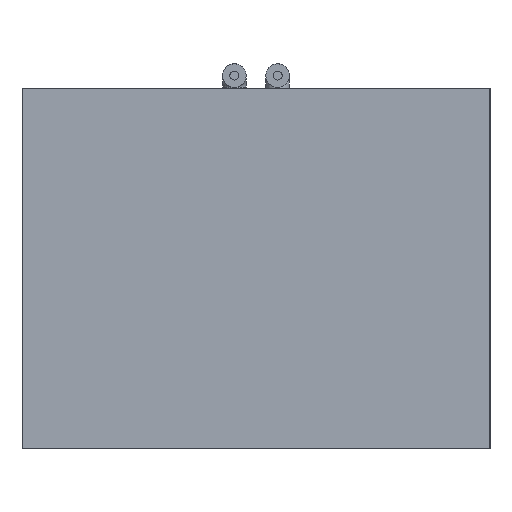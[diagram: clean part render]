
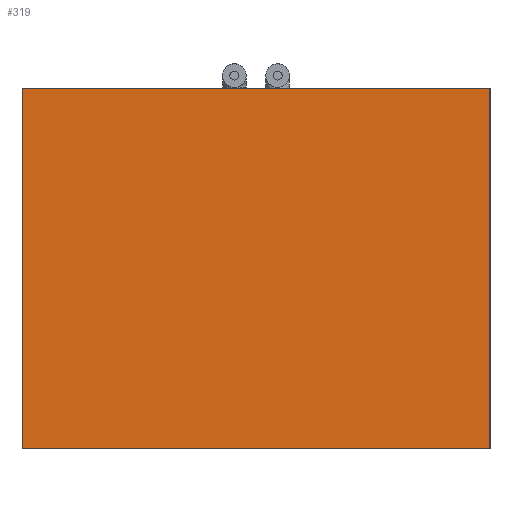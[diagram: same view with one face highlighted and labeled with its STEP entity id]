
A CAD part, left-side view. The second image highlights one B-rep face of the part: STEP entity #319.
In plain terms, the highlighted planar face has unit normal (-1, 0, 0).
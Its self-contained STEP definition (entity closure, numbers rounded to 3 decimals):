
#319 = ADVANCED_FACE( '', ( #613 ), #614, .T. );
#613 = FACE_OUTER_BOUND( '', #893, .T. );
#614 = PLANE( '', #894 );
#893 = EDGE_LOOP( '', ( #1404, #1405, #1406, #1407 ) );
#894 = AXIS2_PLACEMENT_3D( '', #1408, #1409, #1410 );
#1404 = ORIENTED_EDGE( '', *, *, #1707, .F. );
#1405 = ORIENTED_EDGE( '', *, *, #1674, .F. );
#1406 = ORIENTED_EDGE( '', *, *, #1708, .T. );
#1407 = ORIENTED_EDGE( '', *, *, #1569, .T. );
#1408 = CARTESIAN_POINT( '', ( -18.5, -13., -10. ) );
#1409 = DIRECTION( '', ( -1., 0., 0. ) );
#1410 = DIRECTION( '', ( 0., 0., 1. ) );
#1569 = EDGE_CURVE( '', #1820, #1817, #1821, .T. );
#1674 = EDGE_CURVE( '', #1975, #1971, #1977, .T. );
#1707 = EDGE_CURVE( '', #1971, #1817, #2017, .T. );
#1708 = EDGE_CURVE( '', #1975, #1820, #2018, .T. );
#1817 = VERTEX_POINT( '', #2155 );
#1820 = VERTEX_POINT( '', #2159 );
#1821 = LINE( '', #2160, #2161 );
#1971 = VERTEX_POINT( '', #2477 );
#1975 = VERTEX_POINT( '', #2483 );
#1977 = LINE( '', #2486, #2487 );
#2017 = LINE( '', #2535, #2536 );
#2018 = LINE( '', #2537, #2538 );
#2155 = CARTESIAN_POINT( '', ( -18.5, 13., 10. ) );
#2159 = CARTESIAN_POINT( '', ( -18.5, -13., 10. ) );
#2160 = CARTESIAN_POINT( '', ( -18.5, -13., 10. ) );
#2161 = VECTOR( '', #2632, 1000. );
#2477 = CARTESIAN_POINT( '', ( -18.5, 13., -10. ) );
#2483 = CARTESIAN_POINT( '', ( -18.5, -13., -10. ) );
#2486 = CARTESIAN_POINT( '', ( -18.5, -13., -10. ) );
#2487 = VECTOR( '', #2774, 1000. );
#2535 = CARTESIAN_POINT( '', ( -18.5, 13., -10. ) );
#2536 = VECTOR( '', #2810, 1000. );
#2537 = CARTESIAN_POINT( '', ( -18.5, -13., -10. ) );
#2538 = VECTOR( '', #2811, 1000. );
#2632 = DIRECTION( '', ( 0., 1., 0. ) );
#2774 = DIRECTION( '', ( 0., 1., 0. ) );
#2810 = DIRECTION( '', ( 0., 0., 1. ) );
#2811 = DIRECTION( '', ( 0., 0., 1. ) );
